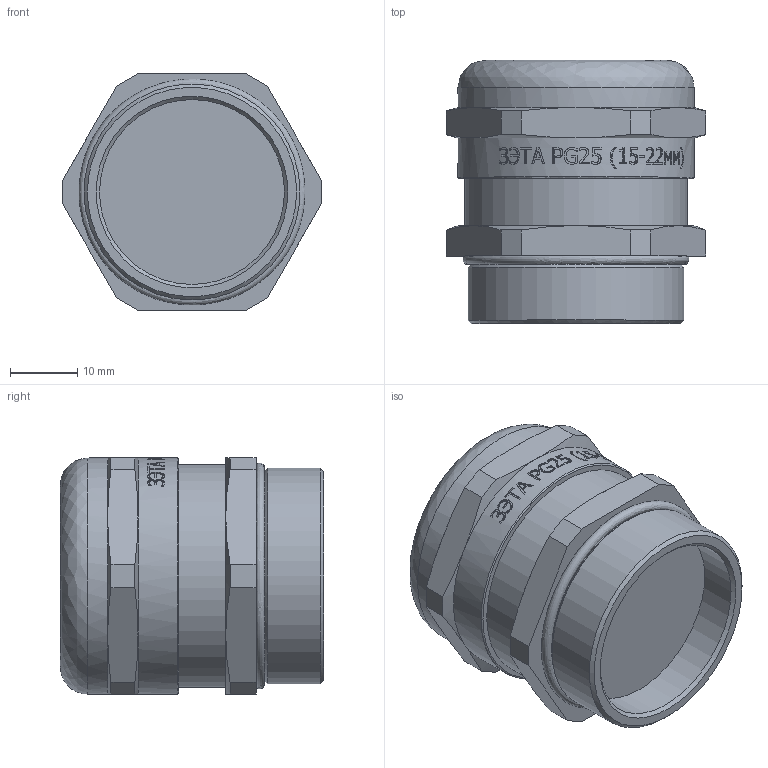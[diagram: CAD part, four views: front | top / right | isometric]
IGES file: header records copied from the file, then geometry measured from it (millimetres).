
Global section: file name: 8 КВ-PG25 (15-22мм); native system: Autodesk Inventor 2015; preprocessor: unknown; author: zeta-23; date: 20161012.212317; units: millimetre
Bounding box: 38.41 x 39 x 35 mm (x, y, z)
Volume: 31702.5 mm3; surface area: 7084 mm2
Topology: 1 solids, 1 shells, 332 faces, 914 edges, 608 vertices
Faces by surface type: bspline 332
